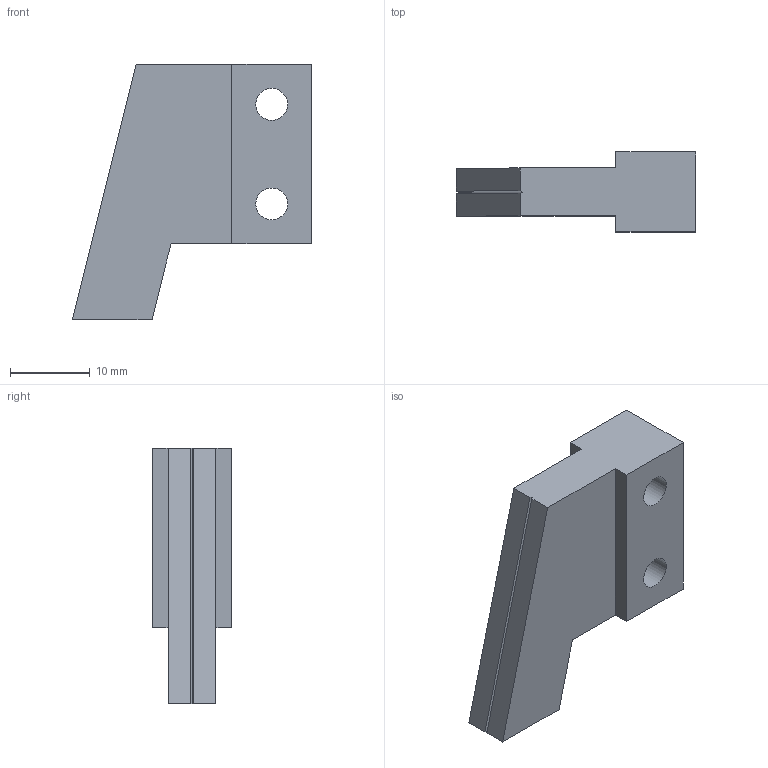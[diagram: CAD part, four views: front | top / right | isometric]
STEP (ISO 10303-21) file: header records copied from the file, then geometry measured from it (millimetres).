
FILE_DESCRIPTION(('FreeCAD Model'),'2;1');
FILE_NAME('testa.step', '2017-10-09T15:51:35',('Author'),(''), 'Open CASCADE STEP processor 6.8','FreeCAD','Unknown');
FILE_SCHEMA(('AUTOMOTIVE_DESIGN_CC2 { 1 2 10303 214 -1 1 5 4 }'));
Length unit declared in the file: millimetre
Products named in the file (2): ASSEMBLY; finished_block
Assembly tree (1 placements, depth 2):
  ASSEMBLY
    finished_block
Bounding box: 30 x 10 x 32 mm (x, y, z)
Volume: 4568.5 mm3; surface area: 2469.1 mm2
Topology: 1 solids, 1 shells, 17 faces, 45 edges, 30 vertices
Faces by surface type: plane 15, cylinder 2
Full cylindrical faces by diameter (mm): 4 x2
Entity records: 1125 total; most frequent: CARTESIAN_POINT 250, DIRECTION 131, ORIENTED_EDGE 90, PCURVE 90, DEFINITIONAL_REPRESENTATION 90, LINE 85, VECTOR 85, EDGE_CURVE 45
